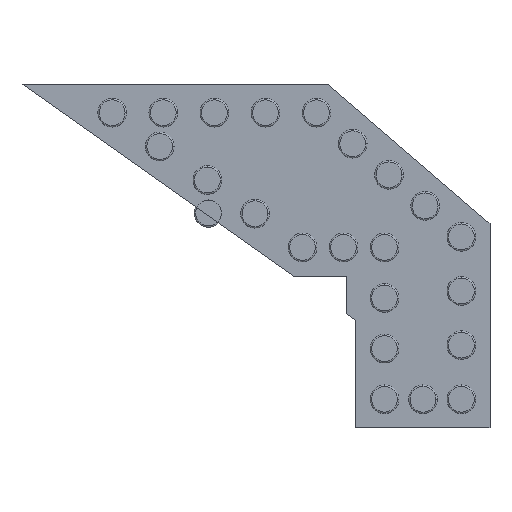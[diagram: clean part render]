
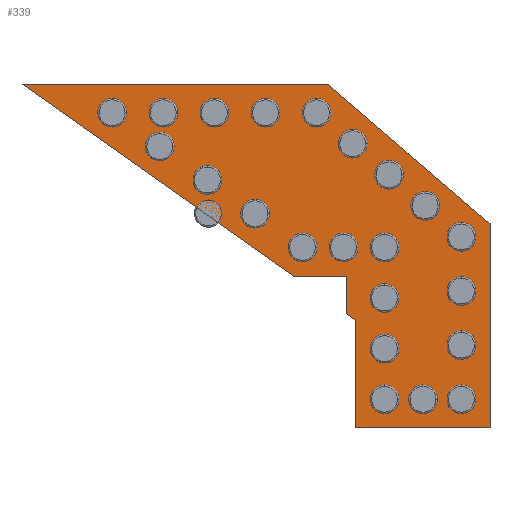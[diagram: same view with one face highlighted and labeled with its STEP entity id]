
A CAD part, front view. The second image highlights one B-rep face of the part: STEP entity #339.
In plain terms, the highlighted planar face has unit normal (0, -1, 0).
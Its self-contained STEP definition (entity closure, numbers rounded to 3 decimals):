
#32=CARTESIAN_POINT('',(19.651,0.,-0.746));
#33=VERTEX_POINT('',#32);
#34=CARTESIAN_POINT('',(8.281,0.,9.));
#35=VERTEX_POINT('',#34);
#36=CARTESIAN_POINT('',(19.651,0.,-0.746));
#37=DIRECTION('',(-0.759,0.,0.651));
#38=VECTOR('',#37,14.975);
#39=LINE('',#36,#38);
#40=EDGE_CURVE('',#33,#35,#39,.T.);
#72=CARTESIAN_POINT('',(19.651,0.,-15.));
#73=VERTEX_POINT('',#72);
#74=CARTESIAN_POINT('',(19.651,0.,-15.));
#75=DIRECTION('',(-0.,0.,1.));
#76=VECTOR('',#75,14.254);
#77=LINE('',#74,#76);
#78=EDGE_CURVE('',#73,#33,#77,.T.);
#103=CARTESIAN_POINT('',(10.29,0.,-15.));
#104=VERTEX_POINT('',#103);
#105=CARTESIAN_POINT('',(10.29,0.,-15.));
#106=DIRECTION('',(1.,0.,0.));
#107=VECTOR('',#106,9.36);
#108=LINE('',#105,#107);
#109=EDGE_CURVE('',#104,#73,#108,.T.);
#134=CARTESIAN_POINT('',(10.29,0.,-7.482));
#135=VERTEX_POINT('',#134);
#136=CARTESIAN_POINT('',(10.29,0.,-7.482));
#137=DIRECTION('',(0.,0.,-1.));
#138=VECTOR('',#137,7.518);
#139=LINE('',#136,#138);
#140=EDGE_CURVE('',#135,#104,#139,.T.);
#165=CARTESIAN_POINT('',(9.651,0.,-7.03));
#166=VERTEX_POINT('',#165);
#167=CARTESIAN_POINT('',(9.651,0.,-7.03));
#168=DIRECTION('',(0.816,0.,-0.577));
#169=VECTOR('',#168,0.783);
#170=LINE('',#167,#169);
#171=EDGE_CURVE('',#166,#135,#170,.T.);
#196=CARTESIAN_POINT('',(9.651,0.,-4.4));
#197=VERTEX_POINT('',#196);
#198=CARTESIAN_POINT('',(9.651,0.,-4.4));
#199=DIRECTION('',(0.,0.,-1.));
#200=VECTOR('',#199,2.63);
#201=LINE('',#198,#200);
#202=EDGE_CURVE('',#197,#166,#201,.T.);
#227=CARTESIAN_POINT('',(5.931,0.,-4.4));
#228=VERTEX_POINT('',#227);
#229=CARTESIAN_POINT('',(5.931,0.,-4.4));
#230=DIRECTION('',(1.,0.,-0.));
#231=VECTOR('',#230,3.72);
#232=LINE('',#229,#231);
#233=EDGE_CURVE('',#228,#197,#232,.T.);
#258=CARTESIAN_POINT('',(-13.019,0.,9.));
#259=VERTEX_POINT('',#258);
#260=CARTESIAN_POINT('',(-13.019,0.,9.));
#261=DIRECTION('',(0.816,0.,-0.577));
#262=VECTOR('',#261,23.209);
#263=LINE('',#260,#262);
#264=EDGE_CURVE('',#259,#228,#263,.T.);
#289=CARTESIAN_POINT('',(8.281,0.,9.));
#290=DIRECTION('',(-1.,0.,-0.));
#291=VECTOR('',#290,21.3);
#292=LINE('',#289,#291);
#293=EDGE_CURVE('',#35,#259,#292,.T.);
#323=CARTESIAN_POINT('',(0.,0.,0.));
#324=DIRECTION('',(0.,-1.,0.));
#325=DIRECTION('',(1.,0.,0.));
#326=AXIS2_PLACEMENT_3D('',#323,#324,#325);
#327=PLANE('',#326);
#328=ORIENTED_EDGE('',*,*,#40,.T.);
#329=ORIENTED_EDGE('',*,*,#293,.T.);
#330=ORIENTED_EDGE('',*,*,#264,.T.);
#331=ORIENTED_EDGE('',*,*,#233,.T.);
#332=ORIENTED_EDGE('',*,*,#202,.T.);
#333=ORIENTED_EDGE('',*,*,#171,.T.);
#334=ORIENTED_EDGE('',*,*,#140,.T.);
#335=ORIENTED_EDGE('',*,*,#109,.T.);
#336=ORIENTED_EDGE('',*,*,#78,.T.);
#337=EDGE_LOOP('',(#328,#329,#330,#331,#332,#333,#334,#335,#336));
#338=FACE_BOUND('',#337,.T.);
#339=ADVANCED_FACE('',(#338),#327,.T.);
